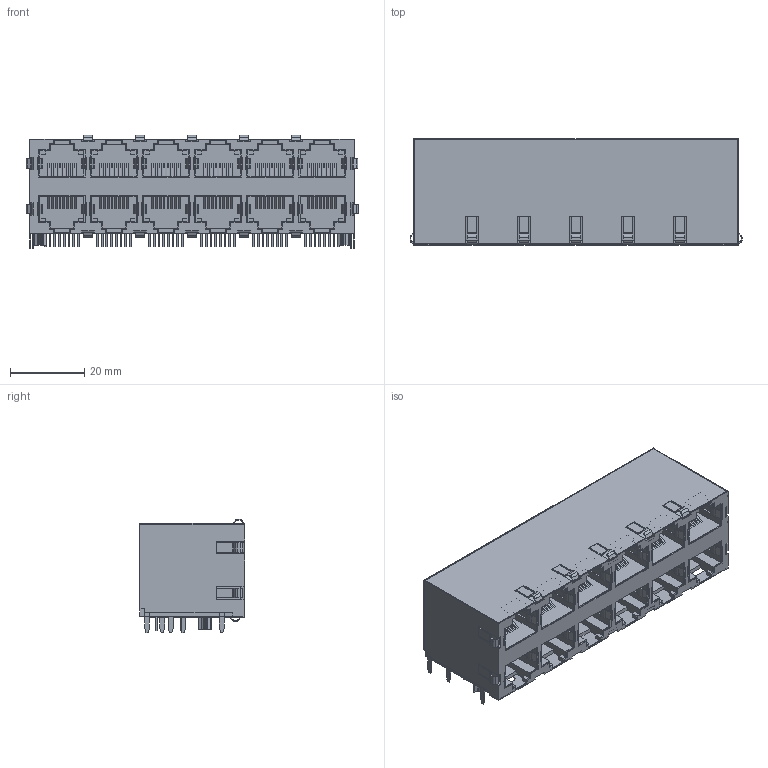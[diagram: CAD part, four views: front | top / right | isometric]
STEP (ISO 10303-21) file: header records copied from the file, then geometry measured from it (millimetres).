
FILE_DESCRIPTION(/* description */ (''),/* implementation_level */ '2;1');
FILE_NAME(/* name */ 'TYCO_5569263-1.stp',/* time_stamp */ '2017-09-25T09:25:20+02:00',/* author */ ('jchouvet'),/* organization */ ('Tyco Electronics Corporation'),/* preprocessor_version */ 'ST-DEVELOPER v16.1',/* originating_system */ 'AutoCAD Mechanical',/* authorisation */ '');
FILE_SCHEMA (('AUTOMOTIVE_DESIGN { 1 0 10303 214 3 1 1 }'));
Products named in the file (1): Product
Bounding box: 89.15 x 28.45 x 30.4 mm (x, y, z)
Volume: 48617.5 mm3; surface area: 33277.3 mm2
Topology: 247 solids, 247 shells, 2634 faces, 6424 edges, 4288 vertices
Faces by surface type: plane 2432, cylinder 202
Entity records: 75867 total; most frequent: CARTESIAN_POINT 13347, ORIENTED_EDGE 12840, DIRECTION 12098, EDGE_CURVE 6420, LINE 6020, VECTOR 6020, VERTEX_POINT 4280, AXIS2_PLACEMENT_3D 3039
